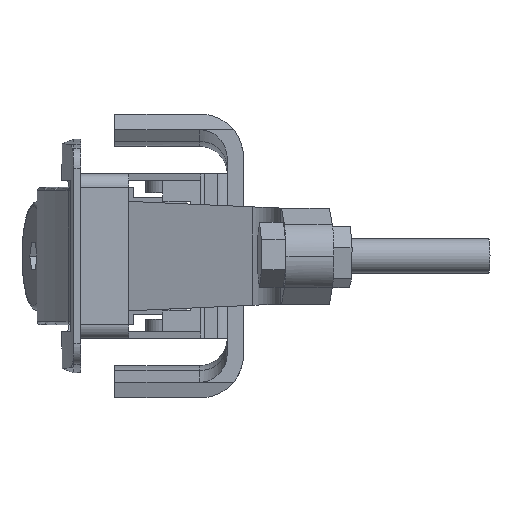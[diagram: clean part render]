
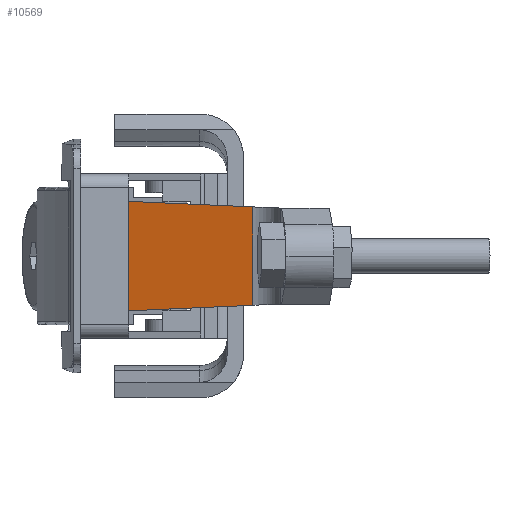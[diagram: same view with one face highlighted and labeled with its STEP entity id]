
A CAD part, left-side view. The second image highlights one B-rep face of the part: STEP entity #10569.
In plain terms, the highlighted planar face has unit normal (-0.967, 0.255, 0).
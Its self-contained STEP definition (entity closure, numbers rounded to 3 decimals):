
#215 = CARTESIAN_POINT ( 'NONE',  ( -35.305, -3.521, 23.916 ) ) ;
#397 = CARTESIAN_POINT ( 'NONE',  ( -32.028, 8.917, 23.362 ) ) ;
#945 = EDGE_CURVE ( 'NONE', #7114, #1829, #4219, .T. ) ;
#961 = CARTESIAN_POINT ( 'NONE',  ( -32.028, 8.916, 39.362 ) ) ;
#1278 = CARTESIAN_POINT ( 'NONE',  ( -36.944, -9.74, 31.362 ) ) ;
#1299 = FACE_OUTER_BOUND ( 'NONE', #3323, .T. ) ;
#1372 = VECTOR ( 'NONE', #2292, 1000. ) ;
#1492 = CARTESIAN_POINT ( 'NONE',  ( -36.944, -9.74, 38.531 ) ) ;
#1829 = VERTEX_POINT ( 'NONE', #1492 ) ;
#2129 = PLANE ( 'NONE',  #11494 ) ;
#2148 = CARTESIAN_POINT ( 'NONE',  ( -32.028, 8.917, 23.362 ) ) ;
#2292 = DIRECTION ( 'NONE',  ( 0., 0., 1. ) ) ;
#2511 = CARTESIAN_POINT ( 'NONE',  ( -32.028, 8.916, 39.362 ) ) ;
#2875 = EDGE_CURVE ( 'NONE', #8284, #10068, #9106, .T. ) ;
#3323 = EDGE_LOOP ( 'NONE', ( #6016, #8732, #11034, #5020 ) ) ;
#4133 = EDGE_CURVE ( 'NONE', #8284, #7114, #10353, .T. ) ;
#4219 = LINE ( 'NONE', #1278, #1372 ) ;
#4808 = CARTESIAN_POINT ( 'NONE',  ( -32.028, 8.917, 28.695 ) ) ;
#5020 = ORIENTED_EDGE ( 'NONE', *, *, #11390, .T. ) ;
#5593 = CARTESIAN_POINT ( 'NONE',  ( -32.028, 8.917, 34.028 ) ) ;
#5650 = CARTESIAN_POINT ( 'NONE',  ( -32.028, 8.916, 39.362 ) ) ;
#5934 = DIRECTION ( 'NONE',  ( 0.255, 0.967, 0. ) ) ;
#6016 = ORIENTED_EDGE ( 'NONE', *, *, #2875, .F. ) ;
#6903 = DIRECTION ( 'NONE',  ( -0.967, 0.255, 0. ) ) ;
#7114 = VERTEX_POINT ( 'NONE', #11496 ) ;
#7401 = B_SPLINE_CURVE_WITH_KNOTS ( 'NONE', 3,
 ( #10872, #9919, #10700, #2511 ),
 .UNSPECIFIED., .F., .F.,
 ( 4, 4 ),
 ( 0., 1. ),
 .UNSPECIFIED. ) ;
#7684 = CARTESIAN_POINT ( 'NONE',  ( -33.667, 2.698, 23.639 ) ) ;
#8236 = CARTESIAN_POINT ( 'NONE',  ( -32.028, 8.917, 23.362 ) ) ;
#8284 = VERTEX_POINT ( 'NONE', #8236 ) ;
#8644 = CARTESIAN_POINT ( 'NONE',  ( -36.944, -9.74, 41.362 ) ) ;
#8732 = ORIENTED_EDGE ( 'NONE', *, *, #4133, .T. ) ;
#9106 = B_SPLINE_CURVE_WITH_KNOTS ( 'NONE', 3,
 ( #2148, #4808, #5593, #5650 ),
 .UNSPECIFIED., .F., .F.,
 ( 4, 4 ),
 ( 0., 1. ),
 .UNSPECIFIED. ) ;
#9919 = CARTESIAN_POINT ( 'NONE',  ( -35.305, -3.521, 38.808 ) ) ;
#10068 = VERTEX_POINT ( 'NONE', #961 ) ;
#10353 = B_SPLINE_CURVE_WITH_KNOTS ( 'NONE', 3,
 ( #397, #7684, #215, #10503 ),
 .UNSPECIFIED., .F., .F.,
 ( 4, 4 ),
 ( 0., 1. ),
 .UNSPECIFIED. ) ;
#10503 = CARTESIAN_POINT ( 'NONE',  ( -36.944, -9.74, 24.193 ) ) ;
#10569 = ADVANCED_FACE ( 'NONE', ( #1299 ), #2129, .T. ) ;
#10700 = CARTESIAN_POINT ( 'NONE',  ( -33.667, 2.698, 39.085 ) ) ;
#10872 = CARTESIAN_POINT ( 'NONE',  ( -36.944, -9.74, 38.531 ) ) ;
#11034 = ORIENTED_EDGE ( 'NONE', *, *, #945, .T. ) ;
#11390 = EDGE_CURVE ( 'NONE', #1829, #10068, #7401, .T. ) ;
#11494 = AXIS2_PLACEMENT_3D ( 'NONE', #8644, #6903, #5934 ) ;
#11496 = CARTESIAN_POINT ( 'NONE',  ( -36.944, -9.74, 24.193 ) ) ;
